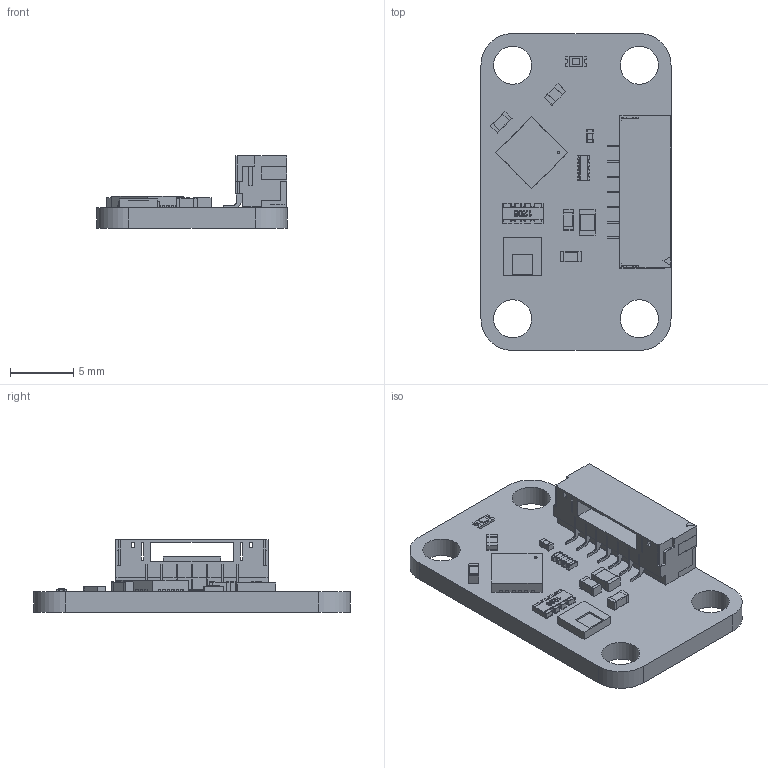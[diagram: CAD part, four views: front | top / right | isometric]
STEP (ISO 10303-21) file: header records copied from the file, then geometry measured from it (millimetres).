
FILE_DESCRIPTION(('FreeCAD Model'),'2;1');
FILE_NAME('humidity.step' ,'2017-08-03T11:02:22',('kicad StepUp'),('ksu MCAD'), 'Open CASCADE STEP processor 6.8','FreeCAD','Unknown');
FILE_SCHEMA(('AUTOMOTIVE_DESIGN_CC2 { 1 2 10303 214 -1 1 5 4 }'));
Length unit declared in the file: millimetre
Products named in the file (13): Pcb; R_4x0603_; C_0603_; C_0603_001; C_0603_002; D_0603_blue_; R_0603_; C_0402_; C_0805_; QFN-24_4x4mm_Pitch0.5mm_; 7Pin_Stecker_; Cut_; DFN-6-3x3mm_humidity_
Bounding box: 15 x 25 x 5.7 mm (x, y, z)
Volume: 664.1 mm3; surface area: 1452.8 mm2
Topology: 17 solids, 17 shells, 1306 faces, 3718 edges, 2438 vertices
Faces by surface type: plane 1044, bspline 138, cylinder 124
Full cylindrical faces by diameter (mm): 3 x4
Entity records: 48050 total; most frequent: CARTESIAN_POINT 8705, ORIENTED_EDGE 7436, DIRECTION 6028, EDGE_CURVE 3718, LINE 3194, VECTOR 3194, VERTEX_POINT 2438, AXIS2_PLACEMENT_3D 1417
